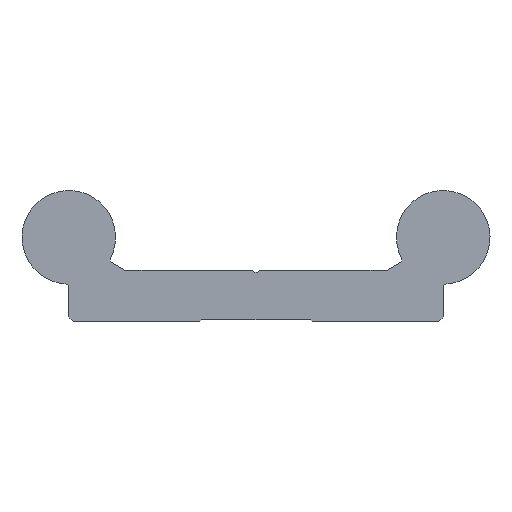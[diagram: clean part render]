
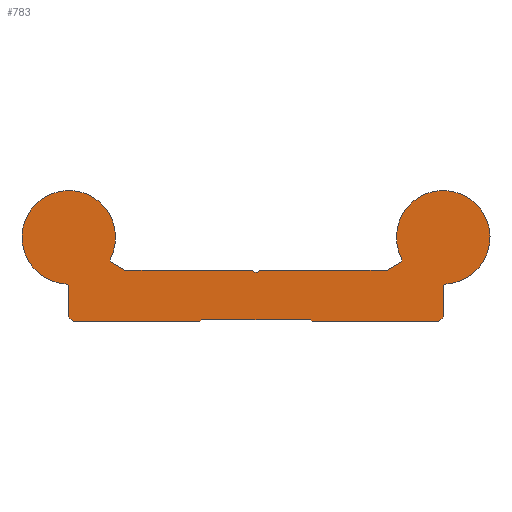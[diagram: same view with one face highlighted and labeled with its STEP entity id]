
A CAD part, front view. The second image highlights one B-rep face of the part: STEP entity #783.
In plain terms, the highlighted planar face has unit normal (0, -1, 0).
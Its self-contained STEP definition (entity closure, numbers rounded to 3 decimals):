
#43=PLANE('',#876);
#111=FACE_OUTER_BOUND('',#159,.T.);
#159=EDGE_LOOP('',(#694,#695,#696,#697,#698,#699,#700,#701,#702,#703,#704,
#705,#706,#707,#708,#709,#710,#711,#712,#713,#714));
#170=LINE('',#1218,#236);
#185=LINE('',#1248,#251);
#192=LINE('',#1263,#258);
#196=LINE('',#1270,#262);
#199=LINE('',#1276,#265);
#202=LINE('',#1282,#268);
#205=LINE('',#1288,#271);
#208=LINE('',#1300,#274);
#210=LINE('',#1304,#276);
#211=LINE('',#1306,#277);
#214=LINE('',#1312,#280);
#218=LINE('',#1327,#284);
#221=LINE('',#1333,#287);
#224=LINE('',#1339,#290);
#226=LINE('',#1342,#292);
#236=VECTOR('',#983,1.);
#251=VECTOR('',#1016,1.);
#258=VECTOR('',#1029,1.);
#262=VECTOR('',#1035,1.);
#265=VECTOR('',#1040,1.);
#268=VECTOR('',#1045,1.);
#271=VECTOR('',#1050,1.);
#274=VECTOR('',#1067,1.);
#276=VECTOR('',#1071,1.);
#277=VECTOR('',#1074,1.);
#280=VECTOR('',#1079,1.);
#284=VECTOR('',#1097,1.);
#287=VECTOR('',#1102,1.);
#290=VECTOR('',#1107,1.);
#292=VECTOR('',#1111,1.);
#294=CIRCLE('',#795,5.);
#296=CIRCLE('',#798,5.);
#313=CIRCLE('',#858,0.3);
#315=CIRCLE('',#861,0.3);
#317=CIRCLE('',#868,0.3);
#319=CIRCLE('',#871,0.3);
#322=VERTEX_POINT('',#1121);
#323=VERTEX_POINT('',#1123);
#326=VERTEX_POINT('',#1130);
#327=VERTEX_POINT('',#1132);
#363=VERTEX_POINT('',#1215);
#364=VERTEX_POINT('',#1217);
#369=VERTEX_POINT('',#1245);
#370=VERTEX_POINT('',#1247);
#374=VERTEX_POINT('',#1260);
#375=VERTEX_POINT('',#1262);
#377=VERTEX_POINT('',#1268);
#379=VERTEX_POINT('',#1274);
#381=VERTEX_POINT('',#1280);
#383=VERTEX_POINT('',#1286);
#385=VERTEX_POINT('',#1295);
#386=VERTEX_POINT('',#1302);
#388=VERTEX_POINT('',#1310);
#390=VERTEX_POINT('',#1319);
#392=VERTEX_POINT('',#1325);
#394=VERTEX_POINT('',#1331);
#396=VERTEX_POINT('',#1337);
#399=EDGE_CURVE('',#323,#322,#294,.T.);
#403=EDGE_CURVE('',#327,#326,#296,.T.);
#445=EDGE_CURVE('',#363,#364,#170,.T.);
#460=EDGE_CURVE('',#369,#370,#185,.T.);
#467=EDGE_CURVE('',#374,#375,#192,.T.);
#471=EDGE_CURVE('',#377,#374,#196,.T.);
#474=EDGE_CURVE('',#379,#377,#199,.T.);
#477=EDGE_CURVE('',#381,#379,#202,.T.);
#480=EDGE_CURVE('',#383,#381,#205,.T.);
#482=EDGE_CURVE('',#327,#383,#313,.T.);
#485=EDGE_CURVE('',#385,#326,#315,.T.);
#487=EDGE_CURVE('',#364,#385,#208,.T.);
#489=EDGE_CURVE('',#386,#363,#210,.T.);
#490=EDGE_CURVE('',#370,#386,#211,.T.);
#493=EDGE_CURVE('',#388,#369,#214,.T.);
#495=EDGE_CURVE('',#323,#388,#317,.T.);
#498=EDGE_CURVE('',#390,#322,#319,.T.);
#501=EDGE_CURVE('',#392,#390,#218,.T.);
#504=EDGE_CURVE('',#394,#392,#221,.T.);
#507=EDGE_CURVE('',#396,#394,#224,.T.);
#509=EDGE_CURVE('',#375,#396,#226,.T.);
#694=ORIENTED_EDGE('',*,*,#467,.F.);
#695=ORIENTED_EDGE('',*,*,#471,.F.);
#696=ORIENTED_EDGE('',*,*,#474,.F.);
#697=ORIENTED_EDGE('',*,*,#477,.F.);
#698=ORIENTED_EDGE('',*,*,#480,.F.);
#699=ORIENTED_EDGE('',*,*,#482,.F.);
#700=ORIENTED_EDGE('',*,*,#403,.T.);
#701=ORIENTED_EDGE('',*,*,#485,.F.);
#702=ORIENTED_EDGE('',*,*,#487,.F.);
#703=ORIENTED_EDGE('',*,*,#445,.F.);
#704=ORIENTED_EDGE('',*,*,#489,.F.);
#705=ORIENTED_EDGE('',*,*,#490,.F.);
#706=ORIENTED_EDGE('',*,*,#460,.F.);
#707=ORIENTED_EDGE('',*,*,#493,.F.);
#708=ORIENTED_EDGE('',*,*,#495,.F.);
#709=ORIENTED_EDGE('',*,*,#399,.T.);
#710=ORIENTED_EDGE('',*,*,#498,.F.);
#711=ORIENTED_EDGE('',*,*,#501,.F.);
#712=ORIENTED_EDGE('',*,*,#504,.F.);
#713=ORIENTED_EDGE('',*,*,#507,.F.);
#714=ORIENTED_EDGE('',*,*,#509,.F.);
#783=ADVANCED_FACE('',(#111),#43,.T.);
#795=AXIS2_PLACEMENT_3D('',#1124,#885,#886);
#798=AXIS2_PLACEMENT_3D('',#1133,#893,#894);
#858=AXIS2_PLACEMENT_3D('',#1291,#1055,#1056);
#861=AXIS2_PLACEMENT_3D('',#1297,#1062,#1063);
#868=AXIS2_PLACEMENT_3D('',#1315,#1084,#1085);
#871=AXIS2_PLACEMENT_3D('',#1321,#1091,#1092);
#876=AXIS2_PLACEMENT_3D('',#1343,#1112,#1113);
#885=DIRECTION('center_axis',(0.,-1.,0.));
#886=DIRECTION('ref_axis',(0.89,0.,-0.455));
#893=DIRECTION('center_axis',(0.,-1.,0.));
#894=DIRECTION('ref_axis',(0.057,0.,-0.998));
#983=DIRECTION('',(1.,0.,0.));
#1016=DIRECTION('',(1.,0.,0.));
#1029=DIRECTION('',(-1.,0.,0.));
#1035=DIRECTION('',(-0.707,0.,0.707));
#1040=DIRECTION('',(-1.,0.,0.));
#1045=DIRECTION('',(-0.707,0.,-0.707));
#1050=DIRECTION('',(0.,0.,-1.));
#1055=DIRECTION('center_axis',(0.,-1.,0.));
#1056=DIRECTION('ref_axis',(-0.057,0.,0.998));
#1062=DIRECTION('center_axis',(0.,-1.,0.));
#1063=DIRECTION('ref_axis',(0.5,0.,-0.866));
#1067=DIRECTION('',(0.866,0.,0.5));
#1071=DIRECTION('',(0.866,0.,0.5));
#1074=DIRECTION('',(0.866,0.,-0.5));
#1079=DIRECTION('',(0.866,0.,-0.5));
#1084=DIRECTION('center_axis',(0.,-1.,0.));
#1085=DIRECTION('ref_axis',(-0.89,0.,0.455));
#1091=DIRECTION('center_axis',(0.,-1.,0.));
#1092=DIRECTION('ref_axis',(1.,0.,0.));
#1097=DIRECTION('',(0.,0.,1.));
#1102=DIRECTION('',(-0.707,0.,0.707));
#1107=DIRECTION('',(-1.,0.,0.));
#1111=DIRECTION('',(-0.707,0.,-0.707));
#1112=DIRECTION('center_axis',(0.,-1.,0.));
#1113=DIRECTION('ref_axis',(1.,0.,0.));
#1121=CARTESIAN_POINT('',(-20.283,0.,4.008));
#1123=CARTESIAN_POINT('',(-15.549,0.,6.723));
#1124=CARTESIAN_POINT('Origin',(-20.,0.,9.));
#1130=CARTESIAN_POINT('',(15.549,0.,6.723));
#1132=CARTESIAN_POINT('',(20.283,0.,4.008));
#1133=CARTESIAN_POINT('Origin',(20.,0.,9.));
#1215=CARTESIAN_POINT('',(0.5,0.,5.5));
#1217=CARTESIAN_POINT('',(14.,0.,5.5));
#1218=CARTESIAN_POINT('',(0.5,0.,5.5));
#1245=CARTESIAN_POINT('',(-14.,0.,5.5));
#1247=CARTESIAN_POINT('',(-0.5,0.,5.5));
#1248=CARTESIAN_POINT('',(-14.,0.,5.5));
#1260=CARTESIAN_POINT('',(5.8,0.,0.2));
#1262=CARTESIAN_POINT('',(-5.8,0.,0.2));
#1263=CARTESIAN_POINT('',(0.,0.,0.2));
#1268=CARTESIAN_POINT('',(6.,0.,0.));
#1270=CARTESIAN_POINT('',(6.,0.,0.));
#1274=CARTESIAN_POINT('',(19.5,0.,0.));
#1276=CARTESIAN_POINT('',(19.5,0.,0.));
#1280=CARTESIAN_POINT('',(20.,0.,0.5));
#1282=CARTESIAN_POINT('',(20.,0.,0.5));
#1286=CARTESIAN_POINT('',(20.,0.,3.708));
#1288=CARTESIAN_POINT('',(20.,0.,3.708));
#1291=CARTESIAN_POINT('Origin',(20.3,0.,3.708));
#1295=CARTESIAN_POINT('',(15.432,0.,6.326));
#1297=CARTESIAN_POINT('Origin',(15.282,0.,6.586));
#1300=CARTESIAN_POINT('',(14.,0.,5.5));
#1302=CARTESIAN_POINT('',(0.,0.,5.211));
#1304=CARTESIAN_POINT('',(0.,0.,5.211));
#1306=CARTESIAN_POINT('',(-0.5,0.,5.5));
#1310=CARTESIAN_POINT('',(-15.432,0.,6.326));
#1312=CARTESIAN_POINT('',(-15.432,0.,6.326));
#1315=CARTESIAN_POINT('Origin',(-15.282,0.,6.586));
#1319=CARTESIAN_POINT('',(-20.,0.,3.708));
#1321=CARTESIAN_POINT('Origin',(-20.3,0.,3.708));
#1325=CARTESIAN_POINT('',(-20.,0.,0.5));
#1327=CARTESIAN_POINT('',(-20.,0.,0.5));
#1331=CARTESIAN_POINT('',(-19.5,0.,0.));
#1333=CARTESIAN_POINT('',(-19.5,0.,0.));
#1337=CARTESIAN_POINT('',(-6.,0.,0.));
#1339=CARTESIAN_POINT('',(-6.,0.,0.));
#1342=CARTESIAN_POINT('',(-5.8,0.,0.2));
#1343=CARTESIAN_POINT('Origin',(0.,0.,5.219));
